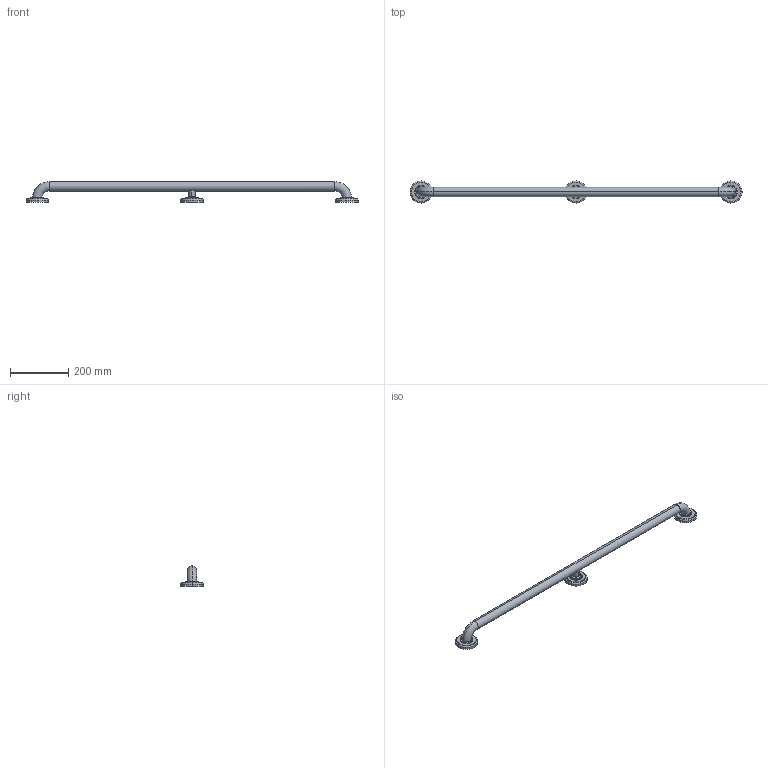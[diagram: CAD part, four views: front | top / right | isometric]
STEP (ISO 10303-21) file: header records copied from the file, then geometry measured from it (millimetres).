
FILE_DESCRIPTION((''),'2;1');
FILE_NAME('2520-3942','2021-07-12T15:03:33',('jinson.thomas'),(''),'CREO PARAMETRIC BY PTC INC, 2018400','CREO PARAMETRIC BY PTC INC, 2018400','');
FILE_SCHEMA(('CONFIG_CONTROL_DESIGN'));
Length unit declared in the file: inch
Products named in the file (1): 2520-3942
Bounding box: 1143 x 76.2 x 69.86 mm (x, y, z)
Volume: 1069963.7 mm3; surface area: 145691.7 mm2
Topology: 1 solids, 1 shells, 63 faces, 133 edges, 82 vertices
Faces by surface type: cylinder 23, torus 22, plane 13, bspline 3, cone 2
Entity records: 2223 total; most frequent: CARTESIAN_POINT 789, DIRECTION 325, ORIENTED_EDGE 266, AXIS2_PLACEMENT_3D 150, EDGE_CURVE 133, CIRCLE 90, VERTEX_POINT 82, EDGE_LOOP 73
